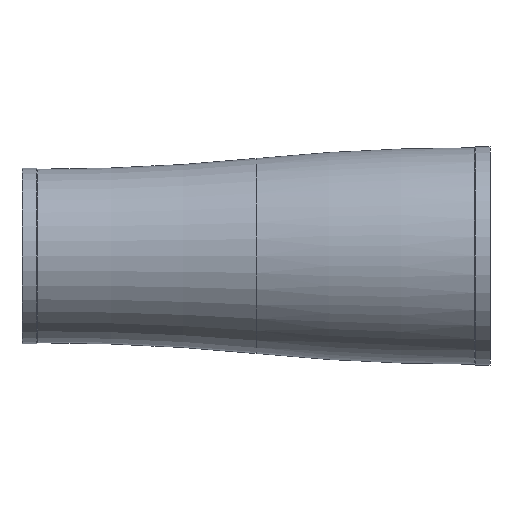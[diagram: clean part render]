
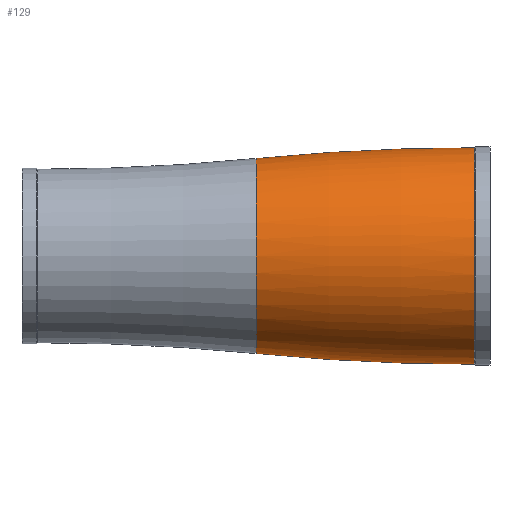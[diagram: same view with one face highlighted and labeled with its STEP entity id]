
A CAD part, front view. The second image highlights one B-rep face of the part: STEP entity #129.
In plain terms, the highlighted toroidal (fillet/blend) face has major radius 543.807 mm and minor radius 571.557 mm.
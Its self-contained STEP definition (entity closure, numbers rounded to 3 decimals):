
#7 = EDGE_CURVE ( 'NONE', #980, #633, #321, .T. ) ;
#24 = CARTESIAN_POINT ( 'NONE',  ( -60., 0., 0. ) ) ;
#32 = DIRECTION ( 'NONE',  ( 0., 0., -1. ) ) ;
#40 = DIRECTION ( 'NONE',  ( 1., 0., 0. ) ) ;
#59 = DIRECTION ( 'NONE',  ( 0., 0., -1. ) ) ;
#68 = EDGE_CURVE ( 'NONE', #946, #980, #740, .T. ) ;
#99 = TOROIDAL_SURFACE ( 'NONE', #908, -543.807, 571.557 ) ;
#100 = ORIENTED_EDGE ( 'NONE', *, *, #518, .T. ) ;
#126 = DIRECTION ( 'NONE',  ( 1., 0., 0. ) ) ;
#129 = ADVANCED_FACE ( 'NONE', ( #490 ), #99, .T. ) ;
#199 = DIRECTION ( 'NONE',  ( 0., 1., 0. ) ) ;
#202 = CARTESIAN_POINT ( 'NONE',  ( -4., 0., 0. ) ) ;
#304 = CIRCLE ( 'NONE', #775, 571.557 ) ;
#317 = ORIENTED_EDGE ( 'NONE', *, *, #679, .T. ) ;
#321 = CIRCLE ( 'NONE', #1018, 27.75 ) ;
#340 = CARTESIAN_POINT ( 'NONE',  ( -4., 0., -27.75 ) ) ;
#387 = ORIENTED_EDGE ( 'NONE', *, *, #7, .F. ) ;
#442 = CARTESIAN_POINT ( 'NONE',  ( -4., 0., 543.807 ) ) ;
#445 = DIRECTION ( 'NONE',  ( 0., -1., 0. ) ) ;
#448 = DIRECTION ( 'NONE',  ( 0., 0., -1. ) ) ;
#459 = DIRECTION ( 'NONE',  ( 0., 0., 1. ) ) ;
#470 = DIRECTION ( 'NONE',  ( 1., 0., 0. ) ) ;
#490 = FACE_OUTER_BOUND ( 'NONE', #999, .T. ) ;
#518 = EDGE_CURVE ( 'NONE', #946, #811, #721, .T. ) ;
#536 = CARTESIAN_POINT ( 'NONE',  ( -60., 0., -25. ) ) ;
#619 = CARTESIAN_POINT ( 'NONE',  ( -4., 0., 0. ) ) ;
#633 = VERTEX_POINT ( 'NONE', #340 ) ;
#652 = AXIS2_PLACEMENT_3D ( 'NONE', #898, #199, #459 ) ;
#653 = CARTESIAN_POINT ( 'NONE',  ( -60., 0., 25. ) ) ;
#671 = DIRECTION ( 'NONE',  ( 0., 0., -1. ) ) ;
#679 = EDGE_CURVE ( 'NONE', #811, #633, #304, .T. ) ;
#711 = ORIENTED_EDGE ( 'NONE', *, *, #68, .F. ) ;
#721 = CIRCLE ( 'NONE', #861, 25. ) ;
#740 = CIRCLE ( 'NONE', #652, 571.557 ) ;
#775 = AXIS2_PLACEMENT_3D ( 'NONE', #442, #445, #448 ) ;
#811 = VERTEX_POINT ( 'NONE', #536 ) ;
#815 = CARTESIAN_POINT ( 'NONE',  ( -4., 0., 27.75 ) ) ;
#861 = AXIS2_PLACEMENT_3D ( 'NONE', #24, #40, #32 ) ;
#898 = CARTESIAN_POINT ( 'NONE',  ( -4., 0., -543.807 ) ) ;
#908 = AXIS2_PLACEMENT_3D ( 'NONE', #619, #470, #59 ) ;
#946 = VERTEX_POINT ( 'NONE', #653 ) ;
#980 = VERTEX_POINT ( 'NONE', #815 ) ;
#999 = EDGE_LOOP ( 'NONE', ( #711, #100, #317, #387 ) ) ;
#1018 = AXIS2_PLACEMENT_3D ( 'NONE', #202, #126, #671 ) ;
